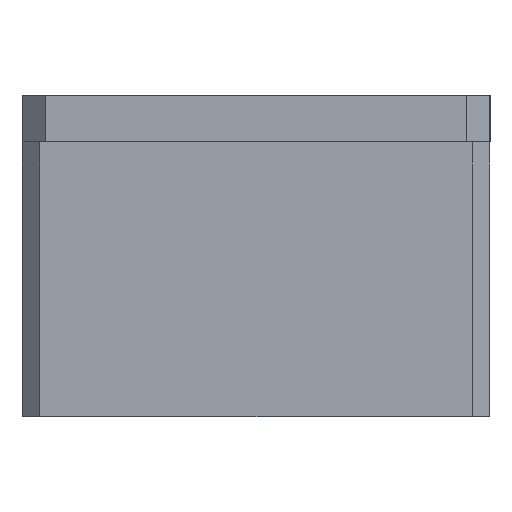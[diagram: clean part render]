
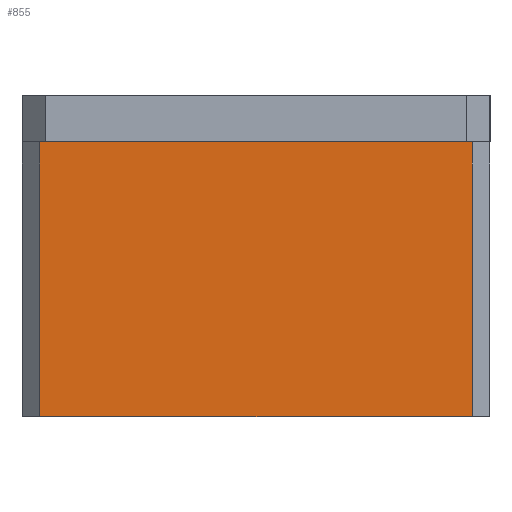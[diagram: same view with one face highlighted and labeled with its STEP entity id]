
A CAD part, left-side view. The second image highlights one B-rep face of the part: STEP entity #855.
In plain terms, the highlighted planar face has unit normal (-1, 0, 0).
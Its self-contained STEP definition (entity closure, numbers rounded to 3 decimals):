
#82=FACE_OUTER_BOUND('',#132,.T.);
#132=EDGE_LOOP('',(#628,#629,#630,#631));
#200=LINE('',#1262,#294);
#206=LINE('',#1281,#300);
#221=LINE('',#1312,#315);
#223=LINE('',#1315,#317);
#294=VECTOR('',#1012,10.);
#300=VECTOR('',#1028,10.);
#315=VECTOR('',#1051,10.);
#317=VECTOR('',#1055,10.);
#387=VERTEX_POINT('',#1259);
#388=VERTEX_POINT('',#1261);
#396=VERTEX_POINT('',#1279);
#408=VERTEX_POINT('',#1311);
#469=EDGE_CURVE('',#388,#387,#200,.T.);
#479=EDGE_CURVE('',#396,#387,#206,.T.);
#494=EDGE_CURVE('',#388,#408,#221,.T.);
#496=EDGE_CURVE('',#396,#408,#223,.T.);
#628=ORIENTED_EDGE('',*,*,#479,.F.);
#629=ORIENTED_EDGE('',*,*,#496,.T.);
#630=ORIENTED_EDGE('',*,*,#494,.F.);
#631=ORIENTED_EDGE('',*,*,#469,.T.);
#822=PLANE('',#929);
#855=ADVANCED_FACE('',(#82),#822,.T.);
#929=AXIS2_PLACEMENT_3D('',#1314,#1053,#1054);
#1012=DIRECTION('',(0.,-1.,0.));
#1028=DIRECTION('',(0.,0.,-1.));
#1051=DIRECTION('',(0.,0.,1.));
#1053=DIRECTION('center_axis',(-1.,0.,0.));
#1054=DIRECTION('ref_axis',(0.,-1.,0.));
#1055=DIRECTION('',(0.,1.,0.));
#1259=CARTESIAN_POINT('',(0.,3.,0.));
#1261=CARTESIAN_POINT('',(0.,77.,0.));
#1262=CARTESIAN_POINT('',(0.,80.,0.));
#1279=CARTESIAN_POINT('',(0.,3.,47.));
#1281=CARTESIAN_POINT('',(0.,3.,0.));
#1311=CARTESIAN_POINT('',(0.,77.,47.));
#1312=CARTESIAN_POINT('',(0.,77.,0.));
#1314=CARTESIAN_POINT('Origin',(0.,80.,0.));
#1315=CARTESIAN_POINT('',(0.,60.,47.));
